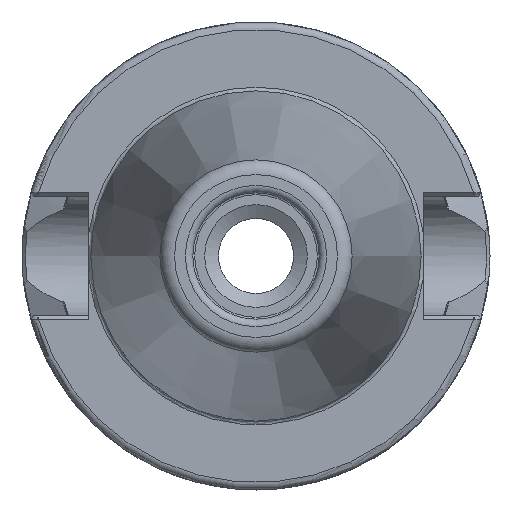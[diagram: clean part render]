
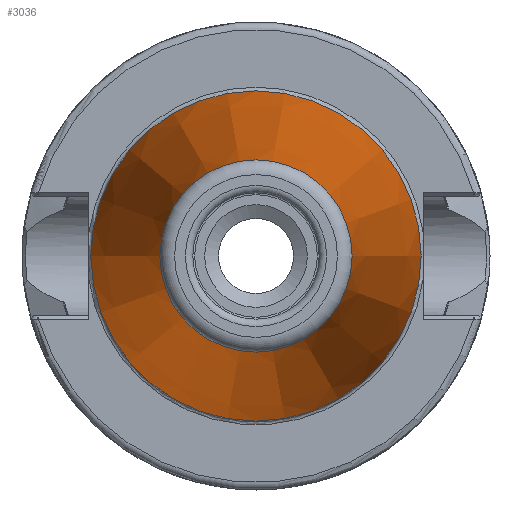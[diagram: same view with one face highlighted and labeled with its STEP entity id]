
A CAD part, left-side view. The second image highlights one B-rep face of the part: STEP entity #3036.
In plain terms, the highlighted conical face has half-angle 8.297 degrees and reference radius 17.581 mm.
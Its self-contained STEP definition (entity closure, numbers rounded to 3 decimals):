
#44=CONICAL_SURFACE('',#3333,17.581,0.145);
#261=LINE('',#5825,#400);
#400=VECTOR('',#4023,17.581);
#600=FACE_OUTER_BOUND('',#768,.T.);
#768=EDGE_LOOP('',(#2449,#2450,#2451,#2452,#2453,#2454,#2455));
#969=CIRCLE('',#3329,12.937);
#970=CIRCLE('',#3330,12.937);
#971=CIRCLE('',#3331,12.937);
#973=CIRCLE('',#3334,22.225);
#974=CIRCLE('',#3335,22.225);
#1280=VERTEX_POINT('',#5813);
#1281=VERTEX_POINT('',#5814);
#1282=VERTEX_POINT('',#5816);
#1283=VERTEX_POINT('',#5821);
#1284=VERTEX_POINT('',#5822);
#1703=EDGE_CURVE('',#1280,#1281,#969,.T.);
#1704=EDGE_CURVE('',#1282,#1280,#970,.T.);
#1705=EDGE_CURVE('',#1281,#1282,#971,.T.);
#1707=EDGE_CURVE('',#1283,#1284,#973,.T.);
#1708=EDGE_CURVE('',#1284,#1283,#974,.T.);
#1709=EDGE_CURVE('',#1284,#1282,#261,.T.);
#2449=ORIENTED_EDGE('',*,*,#1707,.F.);
#2450=ORIENTED_EDGE('',*,*,#1708,.F.);
#2451=ORIENTED_EDGE('',*,*,#1709,.T.);
#2452=ORIENTED_EDGE('',*,*,#1704,.T.);
#2453=ORIENTED_EDGE('',*,*,#1703,.T.);
#2454=ORIENTED_EDGE('',*,*,#1705,.T.);
#2455=ORIENTED_EDGE('',*,*,#1709,.F.);
#3036=ADVANCED_FACE('',(#600),#44,.T.);
#3329=AXIS2_PLACEMENT_3D('',#5815,#4009,#4010);
#3330=AXIS2_PLACEMENT_3D('',#5817,#4011,#4012);
#3331=AXIS2_PLACEMENT_3D('',#5818,#4013,#4014);
#3333=AXIS2_PLACEMENT_3D('',#5820,#4017,#4018);
#3334=AXIS2_PLACEMENT_3D('',#5823,#4019,#4020);
#3335=AXIS2_PLACEMENT_3D('',#5824,#4021,#4022);
#4009=DIRECTION('center_axis',(1.,0.,0.));
#4010=DIRECTION('ref_axis',(0.,0.,-1.));
#4011=DIRECTION('center_axis',(1.,0.,0.));
#4012=DIRECTION('ref_axis',(0.,0.,-1.));
#4013=DIRECTION('center_axis',(1.,0.,0.));
#4014=DIRECTION('ref_axis',(0.,0.,-1.));
#4017=DIRECTION('center_axis',(1.,0.,0.));
#4018=DIRECTION('ref_axis',(0.,1.,0.));
#4019=DIRECTION('center_axis',(1.,0.,0.));
#4020=DIRECTION('ref_axis',(0.,0.,-1.));
#4021=DIRECTION('center_axis',(1.,0.,0.));
#4022=DIRECTION('ref_axis',(0.,0.,-1.));
#4023=DIRECTION('',(-0.99,0.144,0.));
#5813=CARTESIAN_POINT('',(-63.689,12.937,0.));
#5814=CARTESIAN_POINT('',(-63.689,0.,12.937));
#5815=CARTESIAN_POINT('Origin',(-63.689,0.,
0.));
#5816=CARTESIAN_POINT('',(-63.689,-12.937,0.));
#5817=CARTESIAN_POINT('Origin',(-63.689,0.,
0.));
#5818=CARTESIAN_POINT('Origin',(-63.689,0.,
0.));
#5820=CARTESIAN_POINT('Origin',(-31.844,0.,
0.));
#5821=CARTESIAN_POINT('',(0.,22.225,0.));
#5822=CARTESIAN_POINT('',(0.,-22.225,0.));
#5823=CARTESIAN_POINT('Origin',(0.,0.,
0.));
#5824=CARTESIAN_POINT('Origin',(0.,0.,
0.));
#5825=CARTESIAN_POINT('',(-31.844,-17.581,0.));
